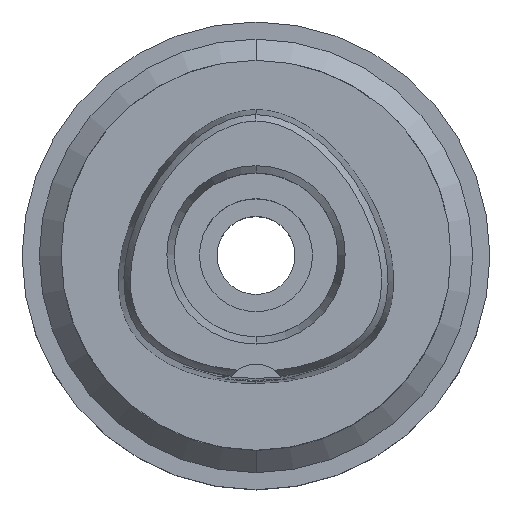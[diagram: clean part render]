
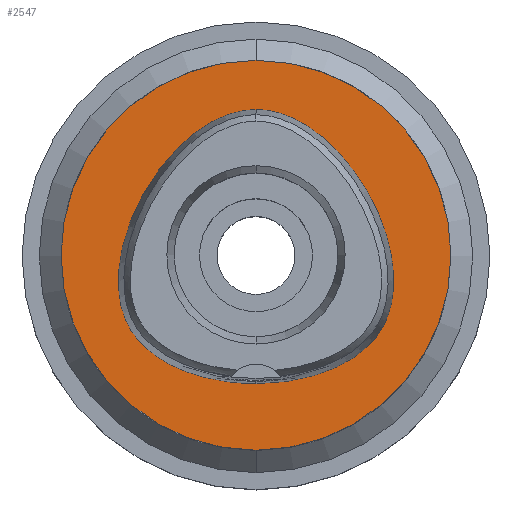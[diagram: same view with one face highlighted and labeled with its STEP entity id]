
A CAD part, top view. The second image highlights one B-rep face of the part: STEP entity #2547.
In plain terms, the highlighted planar face has unit normal (0, 0, 1).
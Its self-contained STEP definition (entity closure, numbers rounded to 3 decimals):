
#276=CARTESIAN_POINT('',(0.,0.,0.));
#277=DIRECTION('',(0.,0.,-1.));
#278=DIRECTION('',(0.,-1.,0.));
#279=AXIS2_PLACEMENT_3D('',#276,#277,#278);
#284=CARTESIAN_POINT('',(0.,0.,0.));
#285=DIRECTION('',(0.,0.,-1.));
#286=DIRECTION('',(0.,1.,0.));
#287=AXIS2_PLACEMENT_3D('',#284,#285,#286);
#292=CARTESIAN_POINT('',(0.,-16.455,0.));
#293=CARTESIAN_POINT('',(0.752,-16.455,0.));
#294=CARTESIAN_POINT('',(2.229,-16.396,
0.));
#295=CARTESIAN_POINT('',(4.394,-16.138,
0.));
#296=CARTESIAN_POINT('',(6.414,-15.73,0.));
#297=CARTESIAN_POINT('',(8.25,-15.2,0.));
#298=CARTESIAN_POINT('',(9.882,-14.576,0.));
#299=CARTESIAN_POINT('',(11.306,-13.883,0.));
#300=CARTESIAN_POINT('',(12.536,-13.143,0.));
#301=CARTESIAN_POINT('',(13.586,-12.37,0.));
#302=CARTESIAN_POINT('',(14.477,-11.574,0.));
#303=CARTESIAN_POINT('',(15.228,-10.755,0.));
#304=CARTESIAN_POINT('',(15.85,-9.925,0.));
#305=CARTESIAN_POINT('',(16.367,-9.065,0.));
#306=CARTESIAN_POINT('',(16.801,-8.138,0.));
#307=CARTESIAN_POINT('',(17.16,-7.114,0.));
#308=CARTESIAN_POINT('',(17.435,-5.983,0.));
#309=CARTESIAN_POINT('',(17.615,-4.73,0.));
#310=CARTESIAN_POINT('',(17.682,-3.342,0.));
#311=CARTESIAN_POINT('',(17.618,-1.81,0.));
#312=CARTESIAN_POINT('',(17.399,-0.132,0.));
#313=CARTESIAN_POINT('',(17.003,1.684,0.));
#314=CARTESIAN_POINT('',(16.412,3.61,0.));
#315=CARTESIAN_POINT('',(15.62,5.603,0.));
#316=CARTESIAN_POINT('',(14.637,7.597,0.));
#317=CARTESIAN_POINT('',(13.49,9.524,0.));
#318=CARTESIAN_POINT('',(12.217,11.321,0.));
#319=CARTESIAN_POINT('',(10.867,12.936,0.));
#320=CARTESIAN_POINT('',(9.489,14.335,0.));
#321=CARTESIAN_POINT('',(8.123,15.509,0.));
#322=CARTESIAN_POINT('',(6.794,16.465,0.));
#323=CARTESIAN_POINT('',(5.52,17.22,0.));
#324=CARTESIAN_POINT('',(4.305,17.797,0.));
#325=CARTESIAN_POINT('',(3.15,18.217,0.));
#326=CARTESIAN_POINT('',(2.051,18.5,0.));
#327=CARTESIAN_POINT('',(1.003,18.661,
0.));
#328=CARTESIAN_POINT('',(0.329,18.695,
0.));
#329=CARTESIAN_POINT('',(0.,18.695,
0.));
#334=CARTESIAN_POINT('',(0.,18.695,
0.));
#335=CARTESIAN_POINT('',(-0.33,18.695,
0.));
#336=CARTESIAN_POINT('',(-1.003,18.661,
0.));
#337=CARTESIAN_POINT('',(-2.052,18.5,
0.));
#338=CARTESIAN_POINT('',(-3.151,18.217,0.));
#339=CARTESIAN_POINT('',(-4.306,17.797,0.));
#340=CARTESIAN_POINT('',(-5.521,17.219,0.));
#341=CARTESIAN_POINT('',(-6.796,16.464,0.));
#342=CARTESIAN_POINT('',(-8.125,15.507,0.));
#343=CARTESIAN_POINT('',(-9.492,14.333,0.));
#344=CARTESIAN_POINT('',(-10.87,12.933,0.));
#345=CARTESIAN_POINT('',(-12.22,11.318,0.));
#346=CARTESIAN_POINT('',(-13.493,9.52,0.));
#347=CARTESIAN_POINT('',(-14.64,7.593,0.));
#348=CARTESIAN_POINT('',(-15.622,5.598,0.));
#349=CARTESIAN_POINT('',(-16.414,3.606,0.));
#350=CARTESIAN_POINT('',(-17.004,1.68,0.));
#351=CARTESIAN_POINT('',(-17.4,-0.136,0.));
#352=CARTESIAN_POINT('',(-17.618,-1.813,0.));
#353=CARTESIAN_POINT('',(-17.682,-3.345,0.));
#354=CARTESIAN_POINT('',(-17.614,-4.732,0.));
#355=CARTESIAN_POINT('',(-17.435,-5.985,0.));
#356=CARTESIAN_POINT('',(-17.16,-7.116,0.));
#357=CARTESIAN_POINT('',(-16.8,-8.141,0.));
#358=CARTESIAN_POINT('',(-16.367,-9.064,0.));
#359=CARTESIAN_POINT('',(-15.852,-9.922,0.));
#360=CARTESIAN_POINT('',(-15.231,-10.752,0.));
#361=CARTESIAN_POINT('',(-14.48,-11.571,0.));
#362=CARTESIAN_POINT('',(-13.589,-12.368,0.));
#363=CARTESIAN_POINT('',(-12.539,-13.141,0.));
#364=CARTESIAN_POINT('',(-11.31,-13.881,0.));
#365=CARTESIAN_POINT('',(-9.885,-14.574,0.));
#366=CARTESIAN_POINT('',(-8.253,-15.199,0.));
#367=CARTESIAN_POINT('',(-6.416,-15.73,0.));
#368=CARTESIAN_POINT('',(-4.395,-16.138,
0.));
#369=CARTESIAN_POINT('',(-2.23,-16.396,
0.));
#370=CARTESIAN_POINT('',(-0.752,-16.455,0.));
#371=CARTESIAN_POINT('',(0.,-16.455,0.));
#1720=VERTEX_POINT('',#334);
#1721=VERTEX_POINT('',#371);
#1726=CARTESIAN_POINT('',(0.,-25.,0.));
#1727=CARTESIAN_POINT('',(0.,25.,0.));
#1728=VERTEX_POINT('',#1726);
#1729=VERTEX_POINT('',#1727);
#2531=CARTESIAN_POINT('',(0.,0.,0.));
#2532=DIRECTION('',(0.,0.,-1.));
#2533=DIRECTION('',(0.,-1.,0.));
#2534=AXIS2_PLACEMENT_3D('',#2531,#2532,#2533);
#2535=PLANE('',#2534);
#2537=ORIENTED_EDGE('',*,*,#2536,.T.);
#2539=ORIENTED_EDGE('',*,*,#2538,.T.);
#2540=EDGE_LOOP('',(#2537,#2539));
#2541=FACE_OUTER_BOUND('',#2540,.F.);
#2543=ORIENTED_EDGE('',*,*,#2542,.T.);
#2544=ORIENTED_EDGE('',*,*,#2514,.T.);
#2545=EDGE_LOOP('',(#2543,#2544));
#2546=FACE_BOUND('',#2545,.F.);
#280=CIRCLE('',#279,25.);
#288=CIRCLE('',#287,25.);
#330=B_SPLINE_CURVE_WITH_KNOTS('',3,(#292,#293,#294,#295,#296,#297,#298,#299,
#300,#301,#302,#303,#304,#305,#306,#307,#308,#309,#310,#311,#312,#313,#314,#315,
#316,#317,#318,#319,#320,#321,#322,#323,#324,#325,#326,#327,#328,#329),
.UNSPECIFIED.,.F.,.F.,(4,1,1,1,1,1,1,1,1,1,1,1,1,1,1,1,1,1,1,1,1,1,1,1,1,1,1,1,
1,1,1,1,1,1,1,4),(0.,0.029,0.057,0.086,
0.114,0.143,0.171,0.2,0.229,
0.257,0.286,0.314,0.343,
0.371,0.4,0.429,0.457,0.486,
0.514,0.543,0.571,0.6,0.629,
0.657,0.686,0.714,0.743,
0.771,0.8,0.829,0.857,0.886,
0.914,0.943,0.971,1.),.UNSPECIFIED.);
#372=B_SPLINE_CURVE_WITH_KNOTS('',3,(#334,#335,#336,#337,#338,#339,#340,#341,
#342,#343,#344,#345,#346,#347,#348,#349,#350,#351,#352,#353,#354,#355,#356,#357,
#358,#359,#360,#361,#362,#363,#364,#365,#366,#367,#368,#369,#370,#371),
.UNSPECIFIED.,.F.,.F.,(4,1,1,1,1,1,1,1,1,1,1,1,1,1,1,1,1,1,1,1,1,1,1,1,1,1,1,1,
1,1,1,1,1,1,1,4),(0.,0.029,0.057,0.086,
0.114,0.143,0.171,0.2,0.229,
0.257,0.286,0.314,0.343,
0.371,0.4,0.429,0.457,0.486,
0.514,0.543,0.571,0.6,0.629,
0.657,0.686,0.714,0.743,
0.771,0.8,0.829,0.857,0.886,
0.914,0.943,0.971,1.),.UNSPECIFIED.);
#2514=EDGE_CURVE('',#1720,#1721,#372,.T.);
#2536=EDGE_CURVE('',#1728,#1729,#280,.T.);
#2538=EDGE_CURVE('',#1729,#1728,#288,.T.);
#2542=EDGE_CURVE('',#1721,#1720,#330,.T.);
#2547=ADVANCED_FACE('',(#2541,#2546),#2535,.F.);
